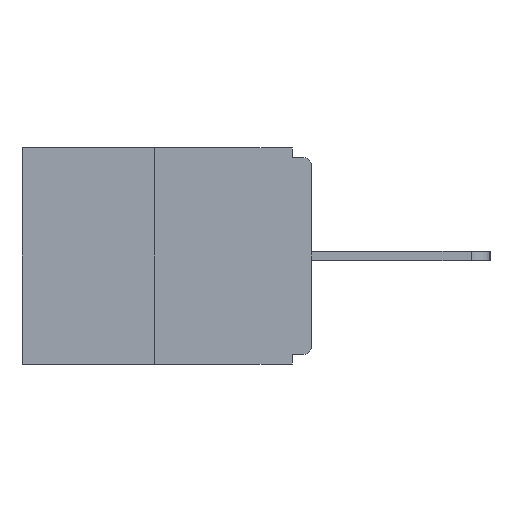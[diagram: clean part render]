
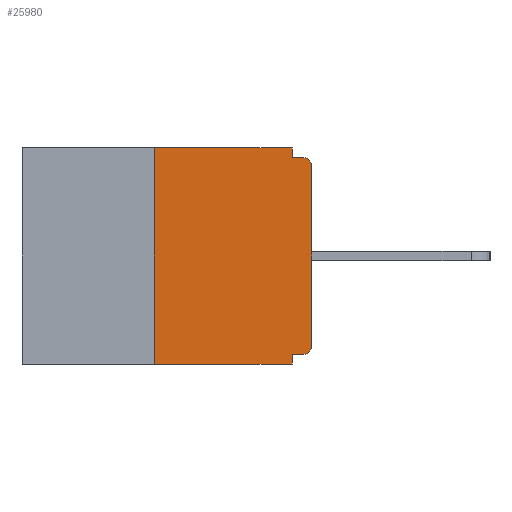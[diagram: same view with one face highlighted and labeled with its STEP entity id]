
A CAD part, left-side view. The second image highlights one B-rep face of the part: STEP entity #25980.
In plain terms, the highlighted planar face has unit normal (-1, 0, 0).
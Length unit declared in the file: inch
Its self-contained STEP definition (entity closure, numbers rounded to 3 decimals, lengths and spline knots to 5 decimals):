
#803 = DIRECTION ( 'NONE',  ( 0., 0., -1. ) ) ;
#884 = LINE ( 'NONE', #25253, #1583 ) ;
#1293 = EDGE_CURVE ( 'NONE', #5760, #1984, #11968, .T. ) ;
#1583 = VECTOR ( 'NONE', #9301, 39.37008 ) ;
#1593 = CARTESIAN_POINT ( 'NONE',  ( 0., 0.46, 0. ) ) ;
#1618 = VERTEX_POINT ( 'NONE', #7429 ) ;
#1947 = ORIENTED_EDGE ( 'NONE', *, *, #2178, .F. ) ;
#1984 = VERTEX_POINT ( 'NONE', #11075 ) ;
#2059 = DIRECTION ( 'NONE',  ( -1., 0., 0. ) ) ;
#2178 = EDGE_CURVE ( 'NONE', #25638, #1618, #20552, .T. ) ;
#3168 = VERTEX_POINT ( 'NONE', #22986 ) ;
#3311 = DIRECTION ( 'NONE',  ( 0., -1., 0. ) ) ;
#3607 = ORIENTED_EDGE ( 'NONE', *, *, #24601, .T. ) ;
#3750 = EDGE_LOOP ( 'NONE', ( #9991, #4468, #20956, #11538, #6378, #3607, #16474, #24823, #14178, #1947 ) ) ;
#4468 = ORIENTED_EDGE ( 'NONE', *, *, #11924, .F. ) ;
#4692 = EDGE_CURVE ( 'NONE', #1618, #17173, #17988, .T. ) ;
#5447 = CARTESIAN_POINT ( 'NONE',  ( 0., 0.25, -0.343 ) ) ;
#5531 = CARTESIAN_POINT ( 'NONE',  ( 0., 0.46, -0.343 ) ) ;
#5718 = VECTOR ( 'NONE', #20649, 39.37008 ) ;
#5760 = VERTEX_POINT ( 'NONE', #18966 ) ;
#5875 = CARTESIAN_POINT ( 'NONE',  ( 0., 0., -0.015 ) ) ;
#6378 = ORIENTED_EDGE ( 'NONE', *, *, #19075, .F. ) ;
#7127 = CARTESIAN_POINT ( 'NONE',  ( 0., 0.015, -0.313 ) ) ;
#7429 = CARTESIAN_POINT ( 'NONE',  ( 0., 0.031, -0.015 ) ) ;
#7676 = VECTOR ( 'NONE', #12365, 39.37008 ) ;
#7897 = CARTESIAN_POINT ( 'NONE',  ( 0., 0.031, -0.343 ) ) ;
#8200 = VERTEX_POINT ( 'NONE', #12060 ) ;
#8539 = EDGE_CURVE ( 'NONE', #1984, #17173, #15810, .T. ) ;
#8713 = FACE_OUTER_BOUND ( 'NONE', #3750, .T. ) ;
#9088 = DIRECTION ( 'NONE',  ( 1., 0., 0. ) ) ;
#9301 = DIRECTION ( 'NONE',  ( 0., 1., 0. ) ) ;
#9991 = ORIENTED_EDGE ( 'NONE', *, *, #23925, .F. ) ;
#11075 = CARTESIAN_POINT ( 'NONE',  ( 0., 0., -0.03 ) ) ;
#11379 = VECTOR ( 'NONE', #3311, 39.37008 ) ;
#11538 = ORIENTED_EDGE ( 'NONE', *, *, #17990, .F. ) ;
#11924 = EDGE_CURVE ( 'NONE', #18466, #8200, #22676, .T. ) ;
#11968 = LINE ( 'NONE', #16050, #7676 ) ;
#12060 = CARTESIAN_POINT ( 'NONE',  ( 0., 0.25, 0. ) ) ;
#12365 = DIRECTION ( 'NONE',  ( 0., 0., 1. ) ) ;
#12415 = DIRECTION ( 'NONE',  ( 0., 0., 1. ) ) ;
#12633 = LINE ( 'NONE', #20775, #5718 ) ;
#12682 = EDGE_CURVE ( 'NONE', #18466, #14460, #21483, .T. ) ;
#12861 = AXIS2_PLACEMENT_3D ( 'NONE', #23798, #2059, #19840 ) ;
#12931 = VECTOR ( 'NONE', #17392, 39.37008 ) ;
#13192 = DIRECTION ( 'NONE',  ( 0., 0., -1. ) ) ;
#14178 = ORIENTED_EDGE ( 'NONE', *, *, #4692, .F. ) ;
#14385 = AXIS2_PLACEMENT_3D ( 'NONE', #7127, #20692, #13192 ) ;
#14460 = VERTEX_POINT ( 'NONE', #7897 ) ;
#14867 = VECTOR ( 'NONE', #17852, 39.37008 ) ;
#15810 = CIRCLE ( 'NONE', #12861, 0.015 ) ;
#16050 = CARTESIAN_POINT ( 'NONE',  ( 0., 0., 0. ) ) ;
#16474 = ORIENTED_EDGE ( 'NONE', *, *, #1293, .T. ) ;
#16754 = PLANE ( 'NONE',  #22770 ) ;
#17173 = VERTEX_POINT ( 'NONE', #17531 ) ;
#17216 = CARTESIAN_POINT ( 'NONE',  ( 0., 0.015, -0.328 ) ) ;
#17392 = DIRECTION ( 'NONE',  ( 0., -1., 0. ) ) ;
#17531 = CARTESIAN_POINT ( 'NONE',  ( 0., 0.015, -0.015 ) ) ;
#17852 = DIRECTION ( 'NONE',  ( 0., -1., 0. ) ) ;
#17876 = VERTEX_POINT ( 'NONE', #17216 ) ;
#17988 = LINE ( 'NONE', #5875, #14867 ) ;
#17990 = EDGE_CURVE ( 'NONE', #3168, #14460, #12633, .T. ) ;
#18466 = VERTEX_POINT ( 'NONE', #5447 ) ;
#18966 = CARTESIAN_POINT ( 'NONE',  ( 0., 0., -0.313 ) ) ;
#19075 = EDGE_CURVE ( 'NONE', #17876, #3168, #884, .T. ) ;
#19840 = DIRECTION ( 'NONE',  ( 0., 0., -1. ) ) ;
#20178 = VECTOR ( 'NONE', #25973, 39.37008 ) ;
#20417 = CARTESIAN_POINT ( 'NONE',  ( 0., 0.031, 0. ) ) ;
#20552 = LINE ( 'NONE', #20417, #20178 ) ;
#20649 = DIRECTION ( 'NONE',  ( 0., 0., -1. ) ) ;
#20692 = DIRECTION ( 'NONE',  ( -1., 0., 0. ) ) ;
#20775 = CARTESIAN_POINT ( 'NONE',  ( 0., 0.031, -0.343 ) ) ;
#20824 = CARTESIAN_POINT ( 'NONE',  ( 0., 0.46, 0. ) ) ;
#20956 = ORIENTED_EDGE ( 'NONE', *, *, #12682, .T. ) ;
#21360 = LINE ( 'NONE', #1593, #11379 ) ;
#21483 = LINE ( 'NONE', #5531, #12931 ) ;
#21633 = CARTESIAN_POINT ( 'NONE',  ( 0., 0.031, 0. ) ) ;
#22543 = CARTESIAN_POINT ( 'NONE',  ( 0., 0.25, 0. ) ) ;
#22676 = LINE ( 'NONE', #22543, #25083 ) ;
#22770 = AXIS2_PLACEMENT_3D ( 'NONE', #20824, #9088, #803 ) ;
#22986 = CARTESIAN_POINT ( 'NONE',  ( 0., 0.031, -0.328 ) ) ;
#23798 = CARTESIAN_POINT ( 'NONE',  ( 0., 0.015, -0.03 ) ) ;
#23925 = EDGE_CURVE ( 'NONE', #8200, #25638, #21360, .T. ) ;
#24601 = EDGE_CURVE ( 'NONE', #17876, #5760, #25292, .T. ) ;
#24823 = ORIENTED_EDGE ( 'NONE', *, *, #8539, .T. ) ;
#25083 = VECTOR ( 'NONE', #12415, 39.37008 ) ;
#25253 = CARTESIAN_POINT ( 'NONE',  ( 0., 0., -0.328 ) ) ;
#25292 = CIRCLE ( 'NONE', #14385, 0.015 ) ;
#25638 = VERTEX_POINT ( 'NONE', #21633 ) ;
#25973 = DIRECTION ( 'NONE',  ( 0., 0., -1. ) ) ;
#25980 = ADVANCED_FACE ( 'NONE', ( #8713 ), #16754, .F. ) ;
